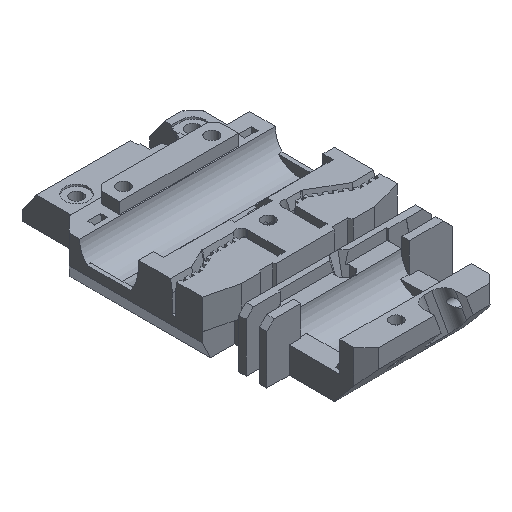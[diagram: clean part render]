
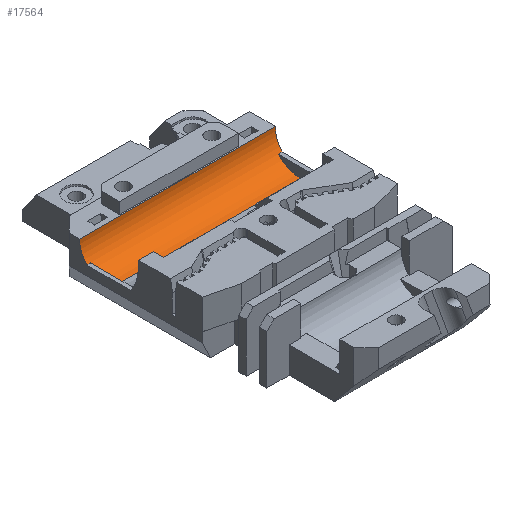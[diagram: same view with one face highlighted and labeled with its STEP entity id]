
A CAD part, isometric view. The second image highlights one B-rep face of the part: STEP entity #17564.
In plain terms, the highlighted cylindrical face has radius 7.675 mm (diameter 15.35 mm), a partial arc.
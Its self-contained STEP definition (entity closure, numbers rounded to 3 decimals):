
#171 = DIRECTION ( 'NONE',  ( -1., 0., 0. ) ) ;
#215 = FACE_OUTER_BOUND ( 'NONE', #4167, .T. ) ;
#531 = CARTESIAN_POINT ( 'NONE',  ( 9.5, 52.675, 12. ) ) ;
#716 = DIRECTION ( 'NONE',  ( 0., 0., -1. ) ) ;
#771 = VERTEX_POINT ( 'NONE', #7999 ) ;
#1095 = CARTESIAN_POINT ( 'NONE',  ( -46.5, 45., 12. ) ) ;
#1131 = ORIENTED_EDGE ( 'NONE', *, *, #13864, .F. ) ;
#1187 = LINE ( 'NONE', #8300, #16125 ) ;
#1669 = CARTESIAN_POINT ( 'NONE',  ( -41.5, 50.823, 7. ) ) ;
#1768 = EDGE_CURVE ( 'NONE', #3778, #18192, #16529, .T. ) ;
#2038 = ORIENTED_EDGE ( 'NONE', *, *, #13495, .F. ) ;
#2569 = CARTESIAN_POINT ( 'NONE',  ( -41.5, 50.823, 7. ) ) ;
#2622 = CARTESIAN_POINT ( 'NONE',  ( 8.5, 45., 12. ) ) ;
#2666 = EDGE_CURVE ( 'NONE', #3778, #16612, #15384, .T. ) ;
#2853 = ORIENTED_EDGE ( 'NONE', *, *, #13577, .F. ) ;
#3778 = VERTEX_POINT ( 'NONE', #8340 ) ;
#3804 = DIRECTION ( 'NONE',  ( -1., 0., 0. ) ) ;
#4167 = EDGE_LOOP ( 'NONE', ( #11135, #11514, #2038, #13490, #17209, #6307, #1131, #2853 ) ) ;
#4760 = DIRECTION ( 'NONE',  ( 1., 0., 0. ) ) ;
#4807 = AXIS2_PLACEMENT_3D ( 'NONE', #16757, #6651, #15064 ) ;
#4828 = LINE ( 'NONE', #9180, #11302 ) ;
#4902 = VERTEX_POINT ( 'NONE', #13795 ) ;
#5134 = CARTESIAN_POINT ( 'NONE',  ( 8.5, 50.823, 7. ) ) ;
#5453 = DIRECTION ( 'NONE',  ( 1., 0., 0. ) ) ;
#5545 = DIRECTION ( 'NONE',  ( 0., 0., -1. ) ) ;
#5599 = DIRECTION ( 'NONE',  ( -1., 0., 0. ) ) ;
#5796 = EDGE_CURVE ( 'NONE', #14150, #771, #8543, .T. ) ;
#5954 = CARTESIAN_POINT ( 'NONE',  ( 9.5, 45., 12. ) ) ;
#6307 = ORIENTED_EDGE ( 'NONE', *, *, #10701, .F. ) ;
#6354 = VERTEX_POINT ( 'NONE', #13586 ) ;
#6651 = DIRECTION ( 'NONE',  ( 1., 0., 0. ) ) ;
#6675 = CARTESIAN_POINT ( 'NONE',  ( 8.5, 45., 4.325 ) ) ;
#6788 = VECTOR ( 'NONE', #5599, 1000. ) ;
#6900 = VECTOR ( 'NONE', #4760, 1000. ) ;
#7004 = DIRECTION ( 'NONE',  ( -1., 0., 0. ) ) ;
#7338 = VERTEX_POINT ( 'NONE', #5134 ) ;
#7999 = CARTESIAN_POINT ( 'NONE',  ( 9.5, 50.823, 7. ) ) ;
#8074 = AXIS2_PLACEMENT_3D ( 'NONE', #9233, #12087, #716 ) ;
#8300 = CARTESIAN_POINT ( 'NONE',  ( 14.5, 50.823, 7. ) ) ;
#8340 = CARTESIAN_POINT ( 'NONE',  ( -41.5, 45., 4.325 ) ) ;
#8543 = CIRCLE ( 'NONE', #10882, 7.675 ) ;
#9180 = CARTESIAN_POINT ( 'NONE',  ( -46.5, 52.675, 12. ) ) ;
#9233 = CARTESIAN_POINT ( 'NONE',  ( -41.5, 45., 12. ) ) ;
#9393 = EDGE_CURVE ( 'NONE', #771, #7338, #1187, .T. ) ;
#9797 = DIRECTION ( 'NONE',  ( 0., 0., -1. ) ) ;
#9886 = CIRCLE ( 'NONE', #16147, 7.675 ) ;
#10621 = DIRECTION ( 'NONE',  ( 1., 0., 0. ) ) ;
#10682 = CYLINDRICAL_SURFACE ( 'NONE', #14190, 7.675 ) ;
#10701 = EDGE_CURVE ( 'NONE', #6354, #14150, #4828, .T. ) ;
#10882 = AXIS2_PLACEMENT_3D ( 'NONE', #5954, #171, #11667 ) ;
#11135 = ORIENTED_EDGE ( 'NONE', *, *, #1768, .F. ) ;
#11302 = VECTOR ( 'NONE', #10621, 1000. ) ;
#11514 = ORIENTED_EDGE ( 'NONE', *, *, #2666, .T. ) ;
#11664 = CARTESIAN_POINT ( 'NONE',  ( -46.5, 45., 4.325 ) ) ;
#11667 = DIRECTION ( 'NONE',  ( 0., 0., -1. ) ) ;
#12087 = DIRECTION ( 'NONE',  ( 1., 0., 0. ) ) ;
#13490 = ORIENTED_EDGE ( 'NONE', *, *, #9393, .F. ) ;
#13495 = EDGE_CURVE ( 'NONE', #7338, #16612, #9886, .T. ) ;
#13577 = EDGE_CURVE ( 'NONE', #18192, #4902, #14356, .T. ) ;
#13586 = CARTESIAN_POINT ( 'NONE',  ( -42.5, 52.675, 12. ) ) ;
#13795 = CARTESIAN_POINT ( 'NONE',  ( -42.5, 50.823, 7. ) ) ;
#13864 = EDGE_CURVE ( 'NONE', #4902, #6354, #16549, .T. ) ;
#14150 = VERTEX_POINT ( 'NONE', #531 ) ;
#14190 = AXIS2_PLACEMENT_3D ( 'NONE', #1095, #5453, #9797 ) ;
#14356 = LINE ( 'NONE', #2569, #6788 ) ;
#15064 = DIRECTION ( 'NONE',  ( 0., 0., -1. ) ) ;
#15384 = LINE ( 'NONE', #11664, #6900 ) ;
#16125 = VECTOR ( 'NONE', #3804, 1000. ) ;
#16147 = AXIS2_PLACEMENT_3D ( 'NONE', #2622, #7004, #5545 ) ;
#16529 = CIRCLE ( 'NONE', #8074, 7.675 ) ;
#16549 = CIRCLE ( 'NONE', #4807, 7.675 ) ;
#16612 = VERTEX_POINT ( 'NONE', #6675 ) ;
#16757 = CARTESIAN_POINT ( 'NONE',  ( -42.5, 45., 12. ) ) ;
#17209 = ORIENTED_EDGE ( 'NONE', *, *, #5796, .F. ) ;
#17564 = ADVANCED_FACE ( 'NONE', ( #215 ), #10682, .F. ) ;
#18192 = VERTEX_POINT ( 'NONE', #1669 ) ;
